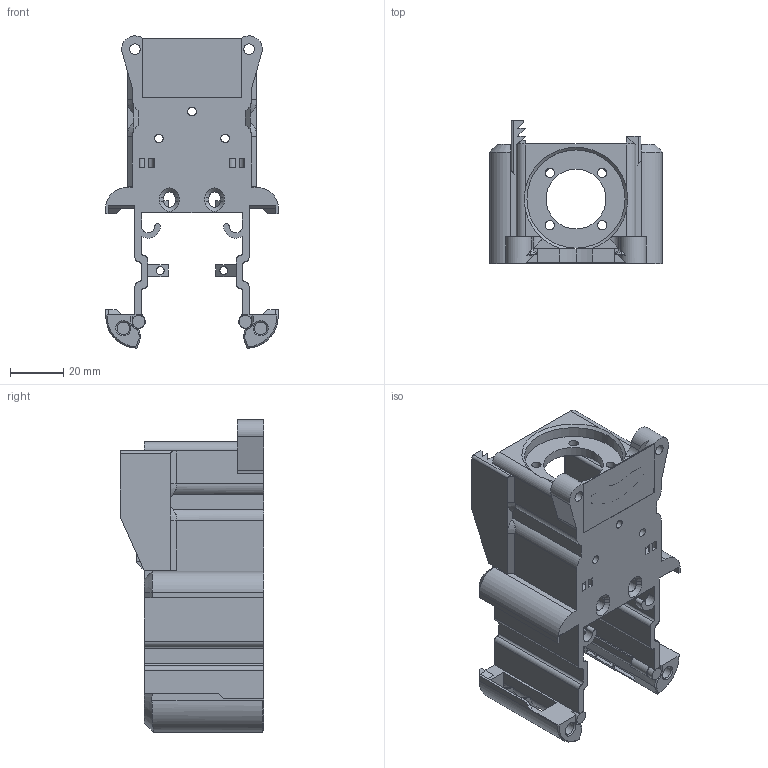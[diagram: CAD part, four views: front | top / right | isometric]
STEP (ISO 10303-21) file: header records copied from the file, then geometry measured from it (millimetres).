
FILE_DESCRIPTION(/* description */ (''),/* implementation_level */ '2;1');
FILE_NAME(/* name */ 'Pellet Burner body with supports.step',/* time_stamp */ '2025-04-08T14:29:17-07:00',/* author */ (''),/* organization */ (''),/* preprocessor_version */ 'ST-DEVELOPER v20.1',/* originating_system */ 'Autodesk Translation Framework v14.4.0.0',/* authorisation */ '');
FILE_SCHEMA (('AUTOMOTIVE_DESIGN { 1 0 10303 214 3 1 1 }'));
Length unit declared in the file: millimetre
Products named in the file (8): Pellet Burner; Toolhead; Ducts; Duct_Left; Standard (1); Duct_Right; Standard; Supports
Assembly tree (7 placements, depth 5):
  Pellet Burner
    Toolhead
      Ducts
        Duct_Left
          Standard (1)
        Duct_Right
          Standard
      Supports
Bounding box: 65.2 x 54 x 117.73 mm (x, y, z)
Volume: 61725.2 mm3; surface area: 43413.1 mm2
Topology: 6 solids, 6 shells, 446 faces, 1254 edges, 810 vertices
Faces by surface type: plane 265, cylinder 133, cone 28, bspline 12, torus 8
Full cylindrical faces by diameter (mm): 2.9 x2, 3 x4, 3.2 x2, 3.25 x1, 3.5 x4, 4 x2, 4.7 x2, 4.75 x2, 22.5 x1, 37 x1
Entity records: 15255 total; most frequent: CARTESIAN_POINT 3319, ORIENTED_EDGE 2506, DIRECTION 2404, EDGE_CURVE 1253, LINE 838, VECTOR 838, VERTEX_POINT 810, AXIS2_PLACEMENT_3D 783
